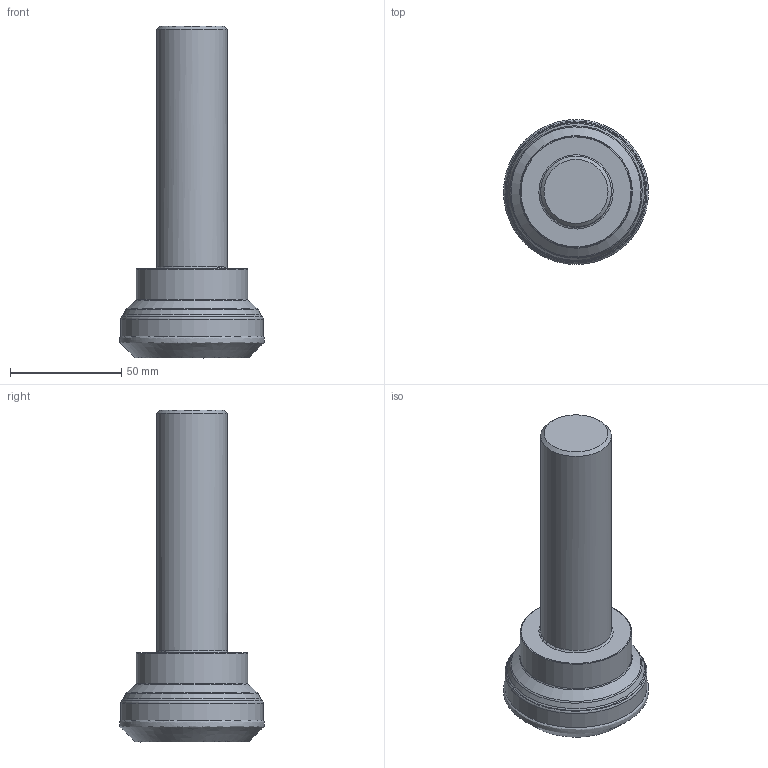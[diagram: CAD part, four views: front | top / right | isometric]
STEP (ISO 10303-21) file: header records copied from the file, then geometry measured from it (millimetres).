
FILE_DESCRIPTION(/* description */ (''),/* implementation_level */ '2;1');
FILE_NAME(/* name */ 'toolassembly_1.stp',/* time_stamp */ '2019-03-21T16:03:30+01:00',/* author */ (''),/* organization */ ('SMS'),/* preprocessor_version */ 'ST-DEVELOPER v15',/* originating_system */ 'SIEMENS PLM Software NX 8.5',/* authorisation */ '');
FILE_SCHEMA (('AUTOMOTIVE_DESIGN { 1 0 10303 214 3 1 1 1 }'));
Length unit declared in the file: millimetre
Products named in the file (4): CUT_20190321160301; NOCUT_20190321160253; ASSEMBLY_CONSTRUCTION; TOOLASSEMBLY_1
Assembly tree (3 placements, depth 2):
  TOOLASSEMBLY_1
    ASSEMBLY_CONSTRUCTION
    NOCUT_20190321160253
    CUT_20190321160301
Bounding box: 65.01 x 65 x 149 mm (x, y, z)
Volume: 198082.8 mm3; surface area: 30024.6 mm2
Topology: 2 solids, 2 shells, 24 faces, 53 edges, 41 vertices
Faces by surface type: torus 10, cone 7, plane 3, cylinder 3, bspline 1
Full cylindrical faces by diameter (mm): 31.75 x1, 50 x1, 63.811 x1
Entity records: 9622 total; most frequent: CARTESIAN_POINT 9018, DIRECTION 116, AXIS2_PLACEMENT_3D 58, EDGE_LOOP 44, ORIENTED_EDGE 44, FACE_BOUND 43, ADVANCED_FACE 24, VERTEX_POINT 23
